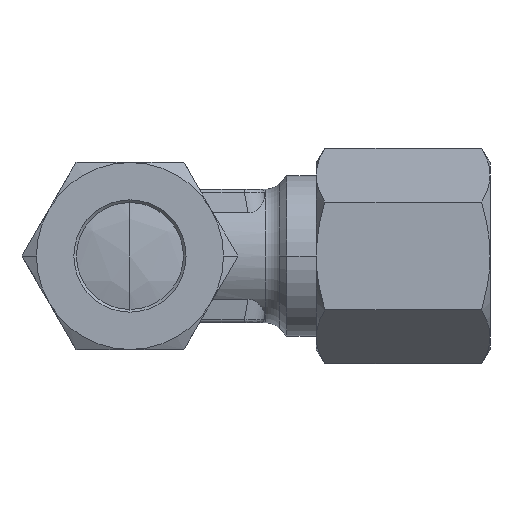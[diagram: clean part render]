
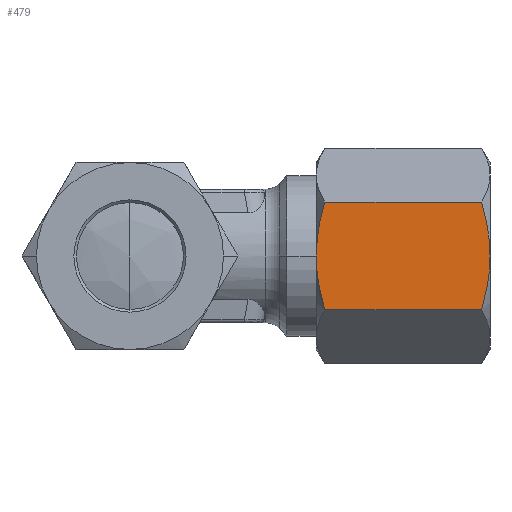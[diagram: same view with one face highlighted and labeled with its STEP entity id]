
A CAD part, left-side view. The second image highlights one B-rep face of the part: STEP entity #479.
In plain terms, the highlighted planar face has unit normal (-1, 0, 0).
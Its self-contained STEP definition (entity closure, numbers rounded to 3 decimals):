
#479=ADVANCED_FACE('',(#1164),#1165,.T.);
#1164=FACE_OUTER_BOUND('',#2197,.T.);
#1165=PLANE('',#2198);
#2197=EDGE_LOOP('',(#4181,#4182,#4183,#4184,#4185,#4186));
#2198=AXIS2_PLACEMENT_3D('',#4187,#4188,#4189);
#4181=ORIENTED_EDGE('',*,*,#6503,.F.);
#4182=ORIENTED_EDGE('',*,*,#6504,.T.);
#4183=ORIENTED_EDGE('',*,*,#6505,.T.);
#4184=ORIENTED_EDGE('',*,*,#6506,.T.);
#4185=ORIENTED_EDGE('',*,*,#6507,.F.);
#4186=ORIENTED_EDGE('',*,*,#6508,.F.);
#4187=CARTESIAN_POINT('',(-7.0,-26.952,-4.041));
#4188=DIRECTION('',(-1.0,0.0,0.0));
#4189=DIRECTION('',(0.0,-1.0,0.0));
#6503=EDGE_CURVE('',#7659,#7660,#7661,.T.);
#6504=EDGE_CURVE('',#7659,#7662,#7663,.T.);
#6505=EDGE_CURVE('',#7662,#7664,#7665,.T.);
#6506=EDGE_CURVE('',#7664,#7666,#7667,.T.);
#6507=EDGE_CURVE('',#7609,#7666,#7668,.T.);
#6508=EDGE_CURVE('',#7660,#7609,#7669,.T.);
#7609=VERTEX_POINT('',#9454);
#7659=VERTEX_POINT('',#9570);
#7660=VERTEX_POINT('',#9571);
#7661=LINE('',#9572,#9573);
#7662=VERTEX_POINT('',#9574);
#7663=(B_SPLINE_CURVE(2,(#9576,#9577,#9578),.UNSPECIFIED.,.F.,.F.)B_SPLINE_CURVE_WITH_KNOTS((3,3),(2.224,3.352),.UNSPECIFIED.)RATIONAL_B_SPLINE_CURVE((2.536,2.732,2.732))BOUNDED_CURVE()REPRESENTATION_ITEM('')GEOMETRIC_REPRESENTATION_ITEM()CURVE());
#7664=VERTEX_POINT('',#9585);
#7665=(B_SPLINE_CURVE(2,(#9587,#9588,#9589),.UNSPECIFIED.,.F.,.F.)B_SPLINE_CURVE_WITH_KNOTS((3,3),(3.352,4.48),.UNSPECIFIED.)RATIONAL_B_SPLINE_CURVE((2.732,2.732,2.536))BOUNDED_CURVE()REPRESENTATION_ITEM('')GEOMETRIC_REPRESENTATION_ITEM()CURVE());
#7666=VERTEX_POINT('',#9596);
#7667=LINE('',#9597,#9598);
#7668=(B_SPLINE_CURVE(2,(#9600,#9601,#9602),.UNSPECIFIED.,.F.,.F.)B_SPLINE_CURVE_WITH_KNOTS((3,3),(3.352,4.48),.UNSPECIFIED.)RATIONAL_B_SPLINE_CURVE((2.732,2.732,2.536))BOUNDED_CURVE()REPRESENTATION_ITEM('')GEOMETRIC_REPRESENTATION_ITEM()CURVE());
#7669=(B_SPLINE_CURVE(2,(#9610,#9611,#9612),.UNSPECIFIED.,.F.,.F.)B_SPLINE_CURVE_WITH_KNOTS((3,3),(2.224,3.352),.UNSPECIFIED.)RATIONAL_B_SPLINE_CURVE((2.536,2.732,2.732))BOUNDED_CURVE()REPRESENTATION_ITEM('')GEOMETRIC_REPRESENTATION_ITEM()CURVE());
#9454=CARTESIAN_POINT('',(-7.0,-13.952,0.));
#9570=CARTESIAN_POINT('',(-7.0,-26.326,-4.041));
#9571=CARTESIAN_POINT('',(-7.0,-14.577,-4.041));
#9572=CARTESIAN_POINT('',(-7.0,-26.326,-4.041));
#9573=VECTOR('',#12436,11.75);
#9574=CARTESIAN_POINT('',(-7.0,-26.952,0.));
#9576=CARTESIAN_POINT('',(-7.0,-26.326,-4.041));
#9577=CARTESIAN_POINT('',(-7.0,-26.952,-1.876));
#9578=CARTESIAN_POINT('',(-7.0,-26.952,0.));
#9585=CARTESIAN_POINT('',(-7.0,-26.326,4.041));
#9587=CARTESIAN_POINT('',(-7.0,-26.952,0.));
#9588=CARTESIAN_POINT('',(-7.0,-26.952,1.876));
#9589=CARTESIAN_POINT('',(-7.0,-26.326,4.041));
#9596=CARTESIAN_POINT('',(-7.0,-14.577,4.041));
#9597=CARTESIAN_POINT('',(-7.0,-26.326,4.041));
#9598=VECTOR('',#12437,11.75);
#9600=CARTESIAN_POINT('',(-7.0,-13.952,0.));
#9601=CARTESIAN_POINT('',(-7.0,-13.952,1.876));
#9602=CARTESIAN_POINT('',(-7.0,-14.577,4.041));
#9610=CARTESIAN_POINT('',(-7.0,-14.577,-4.041));
#9611=CARTESIAN_POINT('',(-7.0,-13.952,-1.876));
#9612=CARTESIAN_POINT('',(-7.0,-13.952,0.));
#12436=DIRECTION('',(0.0,1.0,0.0));
#12437=DIRECTION('',(0.0,1.0,0.0));
